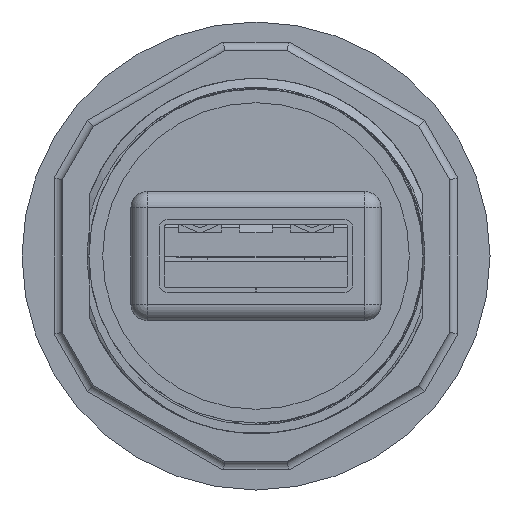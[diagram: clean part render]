
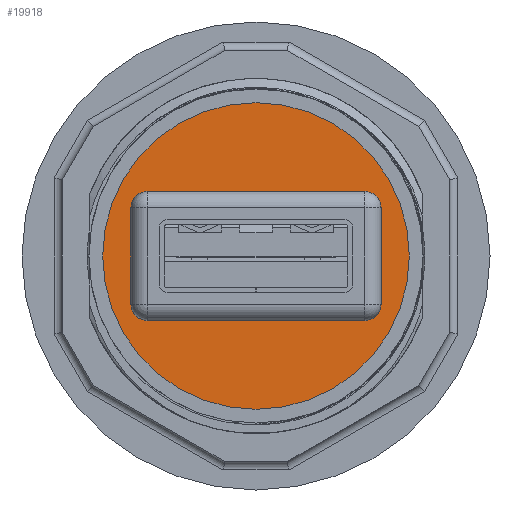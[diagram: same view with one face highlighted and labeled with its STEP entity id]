
A CAD part, front view. The second image highlights one B-rep face of the part: STEP entity #19918.
In plain terms, the highlighted planar face has unit normal (0, -1, 0).
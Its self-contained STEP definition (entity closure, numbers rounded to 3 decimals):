
#167=FACE_BOUND($,#2077,.T.);
#976=FACE_OUTER_BOUND($,#2076,.T.);
#2076=EDGE_LOOP($,(#13452,#13453));
#2077=EDGE_LOOP($,(#13454));
#3287=CIRCLE($,#21096,9.5);
#3288=CIRCLE($,#21097,9.5);
#3289=CIRCLE($,#21098,2.25);
#8324=VERTEX_POINT($,#28638);
#8325=VERTEX_POINT($,#28639);
#8326=VERTEX_POINT($,#28642);
#10314=EDGE_CURVE($,#8324,#8325,#3287,.T.);
#10315=EDGE_CURVE($,#8325,#8324,#3288,.T.);
#10316=EDGE_CURVE($,#8326,#8326,#3289,.T.);
#13452=ORIENTED_EDGE($,*,*,#10314,.F.);
#13453=ORIENTED_EDGE($,*,*,#10315,.F.);
#13454=ORIENTED_EDGE($,*,*,#10316,.T.);
#19249=PLANE($,#21095);
#19918=ADVANCED_FACE($,(#976,#167),#19249,.T.);
#21095=AXIS2_PLACEMENT_3D($,#28637,#23069,#23070);
#21096=AXIS2_PLACEMENT_3D($,#28640,#23071,#23072);
#21097=AXIS2_PLACEMENT_3D($,#28641,#23073,#23074);
#21098=AXIS2_PLACEMENT_3D($,#28643,#23075,#23076);
#23069=DIRECTION('center_axis',(0.,-1.,0.));
#23070=DIRECTION('ref_axis',(0.,0.,-1.));
#23071=DIRECTION('center_axis',(0.,1.,0.));
#23072=DIRECTION('ref_axis',(-1.,0.,0.));
#23073=DIRECTION('center_axis',(0.,1.,0.));
#23074=DIRECTION('ref_axis',(-1.,0.,0.));
#23075=DIRECTION('center_axis',(0.,1.,0.));
#23076=DIRECTION('ref_axis',(-1.,0.,0.));
#28637=CARTESIAN_POINT('Origin',(0.,-15.,0.));
#28638=CARTESIAN_POINT('',(-9.5,-15.,0.));
#28639=CARTESIAN_POINT('',(9.5,-15.,0.));
#28640=CARTESIAN_POINT('Origin',(0.,-15.,0.));
#28641=CARTESIAN_POINT('Origin',(0.,-15.,0.));
#28642=CARTESIAN_POINT('',(2.25,-15.,0.));
#28643=CARTESIAN_POINT('Origin',(0.,-15.,0.));
